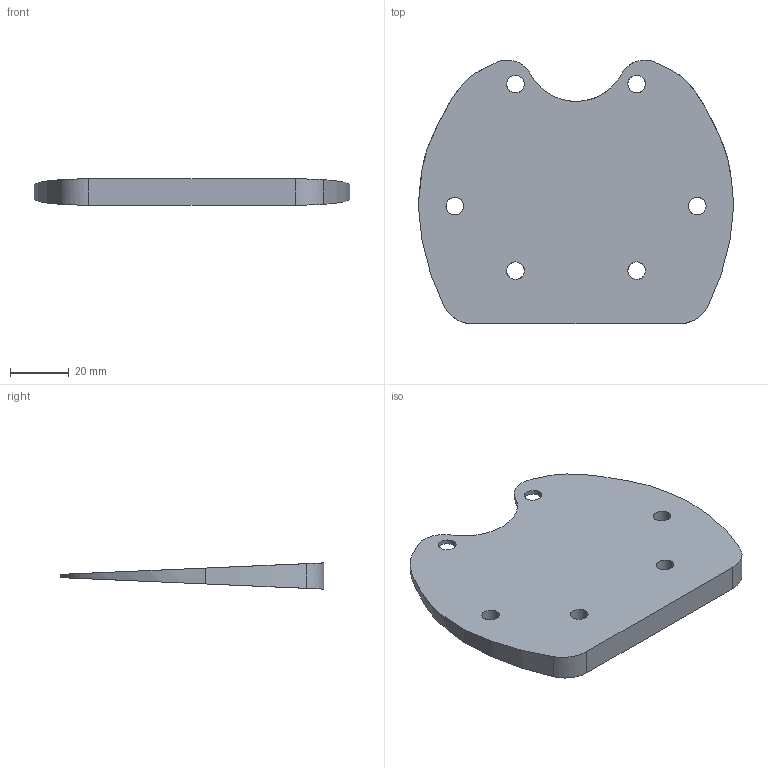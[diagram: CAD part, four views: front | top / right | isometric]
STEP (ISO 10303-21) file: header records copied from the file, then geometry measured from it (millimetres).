
FILE_DESCRIPTION (( 'STEP AP214' ), '1' );
FILE_NAME ('Matrix 2 -5 Degree Riser No Cutout.STEP', '2022-12-01T23:08:27', ( '' ), ( '' ), 'SwSTEP 2.0', 'SolidWorks 2016', '' );
FILE_SCHEMA (( 'AUTOMOTIVE_DESIGN' ));
Length unit declared in the file: millimetre
Products named in the file (1): Matrix 2 -5 Degree Riser No Cutout
Bounding box: 107.36 x 89.78 x 8.92 mm (x, y, z)
Volume: 42373.7 mm3; surface area: 18347.4 mm2
Topology: 1 solids, 1 shells, 24 faces, 66 edges, 44 vertices
Faces by surface type: cylinder 19, plane 3, bspline 2
Entity records: 952 total; most frequent: CARTESIAN_POINT 407, ORIENTED_EDGE 132, DIRECTION 70, EDGE_CURVE 66, VERTEX_POINT 44, EDGE_LOOP 36, VECTOR 24, ADVANCED_FACE 24
